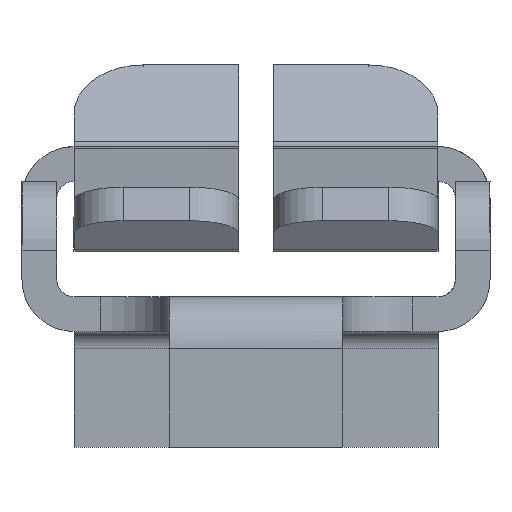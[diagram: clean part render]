
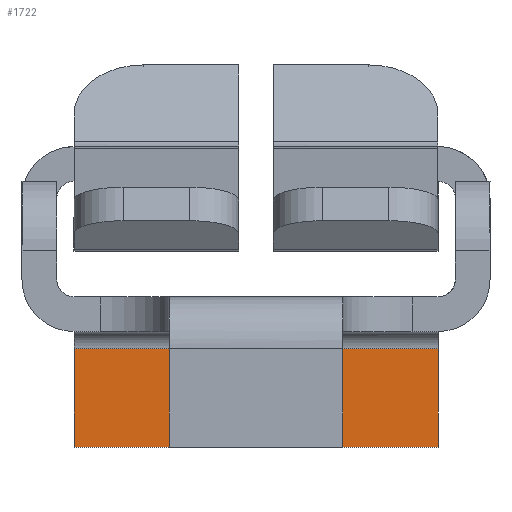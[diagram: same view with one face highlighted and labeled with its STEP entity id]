
A CAD part, front view. The second image highlights one B-rep face of the part: STEP entity #1722.
In plain terms, the highlighted planar face has unit normal (0, -1, 0).
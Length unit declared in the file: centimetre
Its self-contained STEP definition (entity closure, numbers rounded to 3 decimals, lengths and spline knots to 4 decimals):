
#138=PLANE('',#1882);
#282=VECTOR('',#2233,1.);
#299=VECTOR('',#2270,1.);
#319=VECTOR('',#2321,1.);
#320=VECTOR('',#2323,1.);
#464=LINE('',#2728,#282);
#481=LINE('',#2776,#299);
#501=LINE('',#2829,#319);
#502=LINE('',#2831,#320);
#635=VERTEX_POINT('',#2727);
#636=VERTEX_POINT('',#2729);
#654=VERTEX_POINT('',#2775);
#655=VERTEX_POINT('',#2777);
#886=EDGE_CURVE('',#635,#636,#464,.T.);
#912=EDGE_CURVE('',#654,#655,#481,.T.);
#939=EDGE_CURVE('',#636,#654,#501,.T.);
#940=EDGE_CURVE('',#655,#635,#502,.T.);
#1422=ORIENTED_EDGE('',*,*,#940,.F.);
#1423=ORIENTED_EDGE('',*,*,#912,.F.);
#1424=ORIENTED_EDGE('',*,*,#939,.F.);
#1425=ORIENTED_EDGE('',*,*,#886,.F.);
#1538=EDGE_LOOP('',(#1422,#1423,#1424,#1425));
#1630=FACE_BOUND('',#1538,.T.);
#1722=ADVANCED_FACE('',(#1630),#138,.F.);
#1882=AXIS2_PLACEMENT_3D('',#2830,#2322,$);
#2233=DIRECTION('',(0.,0.,-1.));
#2270=DIRECTION('',(0.,0.,1.));
#2321=DIRECTION('',(-1.,0.,0.));
#2322=DIRECTION('',(0.,1.,0.));
#2323=DIRECTION('',(1.,0.,0.));
#2727=CARTESIAN_POINT('',(0.1575,0.52,-0.015));
#2728=CARTESIAN_POINT('',(0.1575,0.52,0.0046));
#2729=CARTESIAN_POINT('',(0.1575,0.52,-0.1));
#2775=CARTESIAN_POINT('',(-0.1575,0.52,-0.1));
#2776=CARTESIAN_POINT('',(-0.1575,0.52,-0.1));
#2777=CARTESIAN_POINT('',(-0.1575,0.52,-0.015));
#2829=CARTESIAN_POINT('',(0.1575,0.52,-0.1));
#2830=CARTESIAN_POINT('',(0.,0.52,-0.0477));
#2831=CARTESIAN_POINT('',(0.,0.52,-0.015));
